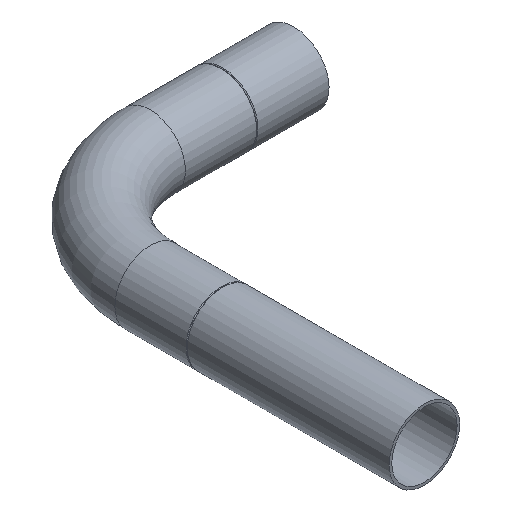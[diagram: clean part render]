
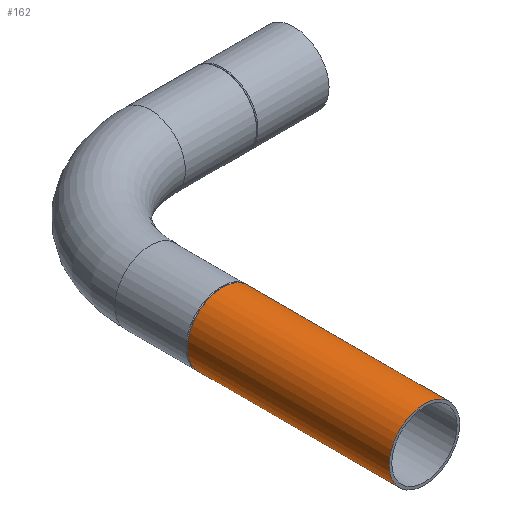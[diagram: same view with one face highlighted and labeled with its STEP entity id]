
A CAD part, isometric view. The second image highlights one B-rep face of the part: STEP entity #162.
In plain terms, the highlighted cylindrical face has radius 27 mm (diameter 54 mm), a full revolution.
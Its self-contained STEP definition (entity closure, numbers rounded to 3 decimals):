
#22=CYLINDRICAL_SURFACE($,#186,27.);
#32=FACE_BOUND($,#66,.T.);
#48=FACE_OUTER_BOUND($,#65,.T.);
#65=EDGE_LOOP($,(#135));
#66=EDGE_LOOP($,(#136));
#89=CIRCLE($,#185,27.);
#90=CIRCLE($,#187,27.);
#103=VERTEX_POINT($,#284);
#104=VERTEX_POINT($,#287);
#117=EDGE_CURVE($,#103,#103,#89,.T.);
#118=EDGE_CURVE($,#104,#104,#90,.T.);
#135=ORIENTED_EDGE($,*,*,#118,.F.);
#136=ORIENTED_EDGE($,*,*,#117,.T.);
#162=ADVANCED_FACE($,(#48,#32),#22,.T.);
#185=AXIS2_PLACEMENT_3D($,#285,#228,#229);
#186=AXIS2_PLACEMENT_3D($,#286,#230,#231);
#187=AXIS2_PLACEMENT_3D($,#288,#232,#233);
#228=DIRECTION('center_axis',(0.,-1.,0.));
#229=DIRECTION('ref_axis',(1.,0.,0.));
#230=DIRECTION('center_axis',(0.,1.,0.));
#231=DIRECTION('ref_axis',(1.,0.,0.));
#232=DIRECTION('center_axis',(0.,-1.,0.));
#233=DIRECTION('ref_axis',(1.,0.,0.));
#284=CARTESIAN_POINT('',(-27.,154.5,0.));
#285=CARTESIAN_POINT('Origin',(0.,154.5,0.));
#286=CARTESIAN_POINT('Origin',(0.,0.,0.));
#287=CARTESIAN_POINT('',(-27.,0.,0.));
#288=CARTESIAN_POINT('Origin',(0.,0.,0.));
